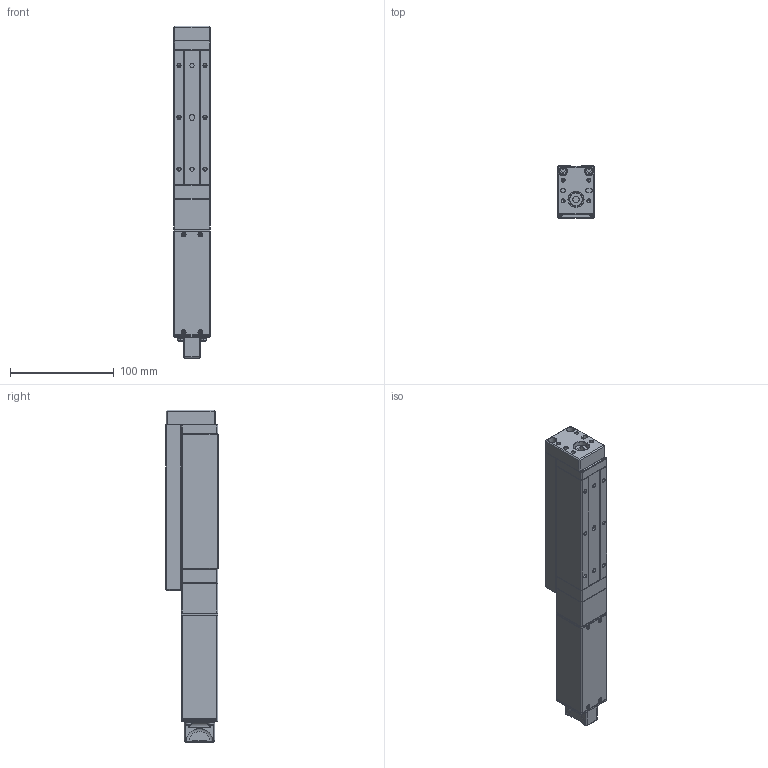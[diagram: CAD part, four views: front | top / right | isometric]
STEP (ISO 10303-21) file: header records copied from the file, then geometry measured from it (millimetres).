
FILE_DESCRIPTION (( 'STEP AP203' ), '1' );
FILE_NAME ('RM-PLA-11-100-2-ITG 珨极す怢倰芢裝 1.0.STEP', '2021-11-30T10:40:13', ( '' ), ( '' ), 'SwSTEP 2.0', 'SolidWorks 2019', '' );
FILE_SCHEMA (( 'CONFIG_CONTROL_DESIGN' ));
Length unit declared in the file: millimetre
Products named in the file (23): PPT17-GFM-1416-08 拸蚐傍杶; MFT02-M2.5x5 坋趼麥芛蹟佪; MSP01-LA011 す怢傷啣; MFT03-M3x8 埴翐囀鞠褒蹟佪; MSP01-LA012 す怢啣_100mm; MFT07-M3 粟銅賡; MSP01-LA008 す怢倰裝极_100mm; M4x8 埴翐囀鞠褒蹟佪; MFT03-M2.5x6 埴翐囀鞠褒蹟佪; MSP01-LA007 帣裔_MSP01-EC002-28; MSP01-LA005 萇儂蟀諉啣; MSP01-LA006 电机外壳_一体外壳; MSP01-LA004 薊粣ん褲; 蕾宒堤盄芛俋褲; MSP01-LA003 粣創釱; MFT02-M2x5 坋趼麥芛蹟佪; RM-PLA-11-100-2-ITG 珨极す怢倰芢裝 1.0; MSP01-LA001 ヶ傷裔; MSP02-LA002 芢裝_100mm; d1100-22p; MFT03-M8x10 埴翐囀鞠褒蹟佪; 蕾宒堤盄; MSP01-LA013 薊粣ん裔
Assembly tree (49 placements, depth 3):
  RM-PLA-11-100-2-ITG 珨极す怢倰芢裝 1.0
    MSP02-LA002 芢裝_100mm
    MSP01-LA001 ヶ傷裔
    MSP01-LA003 粣創釱
    MSP01-LA004 薊粣ん褲
    MSP01-LA005 萇儂蟀諉啣
    MSP01-LA006 电机外壳_一体外壳
    MSP01-LA007 帣裔_MSP01-EC002-28
    MFT03-M2.5x6 埴翐囀鞠褒蹟佪
    蕾宒堤盄
      蕾宒堤盄芛俋褲
      d1100-22p
    MSP01-LA012 す怢啣_100mm
    MSP01-LA011 す怢傷啣
    MFT03-M8x10 埴翐囀鞠褒蹟佪
    MSP01-LA008 す怢倰裝极_100mm
    MFT07-M3 粟銅賡  x4
    MFT03-M3x8 埴翐囀鞠褒蹟佪  x12
    MFT02-M2x5 坋趼麥芛蹟佪  x10
    M4x8 埴翐囀鞠褒蹟佪  x2
    PPT17-GFM-1416-08 拸蚐傍杶
    MSP01-LA013 薊粣ん裔
    MFT02-M2.5x5 坋趼麥芛蹟佪  x4
Bounding box: 35 x 50.5 x 320 mm (x, y, z)
Volume: 248931.4 mm3; surface area: 140967.6 mm2
Topology: 48 solids, 48 shells, 2866 faces, 6473 edges, 3724 vertices
Faces by surface type: plane 1404, cone 707, cylinder 653, bspline 48, torus 42, sphere 12
Entity records: 57389 total; most frequent: CARTESIAN_POINT 10582, DIRECTION 9576, ORIENTED_EDGE 8610, EDGE_CURVE 4305, AXIS2_PLACEMENT_3D 3471, VECTOR 2634, LINE 2634, VERTEX_POINT 2527
